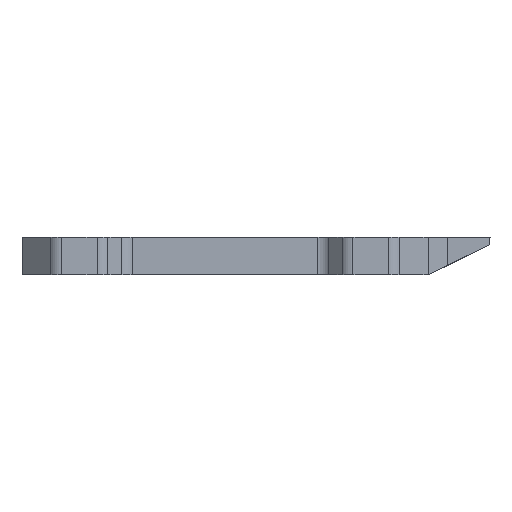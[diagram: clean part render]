
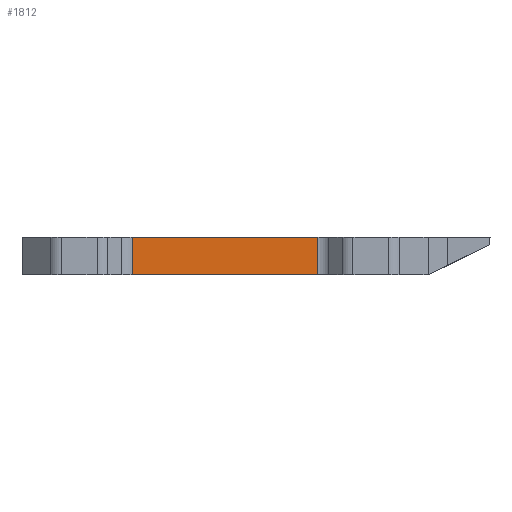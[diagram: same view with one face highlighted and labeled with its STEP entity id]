
A CAD part, left-side view. The second image highlights one B-rep face of the part: STEP entity #1812.
In plain terms, the highlighted planar face has unit normal (-1, 0, 0).
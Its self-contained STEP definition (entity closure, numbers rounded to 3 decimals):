
#76=PLANE('',#1949);
#150=FACE_OUTER_BOUND('',#256,.T.);
#256=EDGE_LOOP('',(#1432,#1433,#1434,#1435));
#355=LINE('',#2626,#554);
#391=LINE('',#2738,#590);
#395=LINE('',#2750,#594);
#446=LINE('',#2868,#645);
#554=VECTOR('',#2096,10.);
#590=VECTOR('',#2148,10.);
#594=VECTOR('',#2162,10.);
#645=VECTOR('',#2285,10.);
#821=VERTEX_POINT('',#2623);
#822=VERTEX_POINT('',#2625);
#865=VERTEX_POINT('',#2734);
#869=VERTEX_POINT('',#2748);
#995=EDGE_CURVE('',#821,#822,#355,.T.);
#1042=EDGE_CURVE('',#822,#865,#391,.T.);
#1048=EDGE_CURVE('',#869,#821,#395,.T.);
#1107=EDGE_CURVE('',#865,#869,#446,.T.);
#1432=ORIENTED_EDGE('',*,*,#1042,.F.);
#1433=ORIENTED_EDGE('',*,*,#995,.F.);
#1434=ORIENTED_EDGE('',*,*,#1048,.F.);
#1435=ORIENTED_EDGE('',*,*,#1107,.F.);
#1812=ADVANCED_FACE('',(#150),#76,.T.);
#1949=AXIS2_PLACEMENT_3D('',#2867,#2283,#2284);
#2096=DIRECTION('',(0.,-1.,0.));
#2148=DIRECTION('',(0.,0.,-1.));
#2162=DIRECTION('',(0.,0.,1.));
#2283=DIRECTION('center_axis',(-1.,0.,0.));
#2284=DIRECTION('ref_axis',(0.,1.,0.));
#2285=DIRECTION('',(0.,1.,0.));
#2623=CARTESIAN_POINT('',(-24.114,9.209,-13.5));
#2625=CARTESIAN_POINT('',(-24.114,-15.381,-13.5));
#2626=CARTESIAN_POINT('',(-24.114,-15.836,-13.5));
#2734=CARTESIAN_POINT('',(-24.114,-15.381,-18.5));
#2738=CARTESIAN_POINT('',(-24.114,-15.381,-13.5));
#2748=CARTESIAN_POINT('',(-24.114,9.209,-18.5));
#2750=CARTESIAN_POINT('',(-24.114,9.209,-13.5));
#2867=CARTESIAN_POINT('Origin',(-24.114,-28.586,-13.5));
#2868=CARTESIAN_POINT('',(-24.114,-15.836,-18.5));
